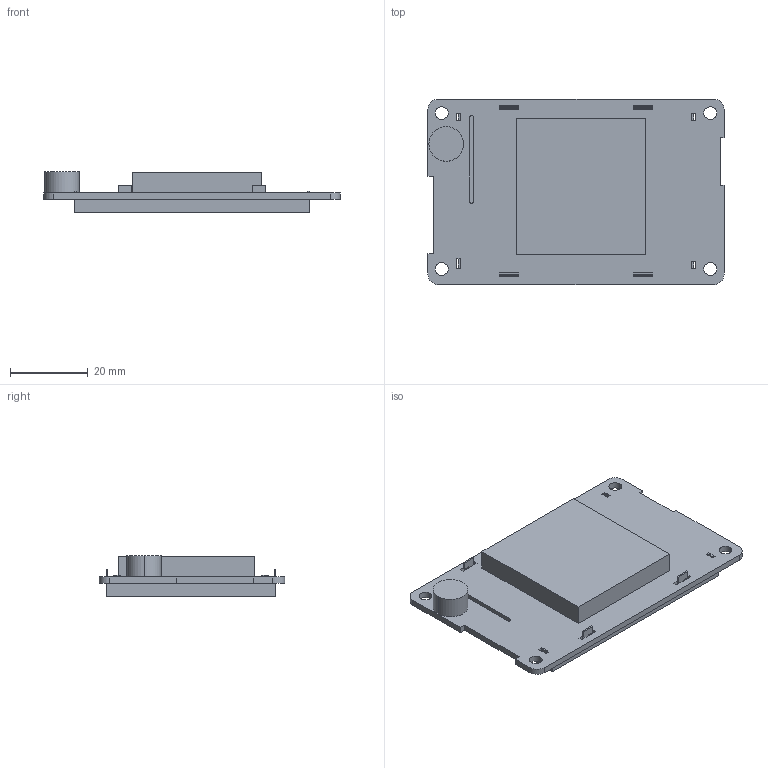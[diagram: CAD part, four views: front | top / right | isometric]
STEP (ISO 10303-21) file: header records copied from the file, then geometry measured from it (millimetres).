
FILE_DESCRIPTION((''),'2;1');
FILE_NAME('DMG32240C024-03WN_WTR','2019-08-15T',('Administrator'),(''),'PRO/ENGINEER BY PARAMETRIC TECHNOLOGY CORPORATION, 2008380','PRO/ENGINEER BY PARAMETRIC TECHNOLOGY CORPORATION, 2008380','');
FILE_SCHEMA(('CONFIG_CONTROL_DESIGN'));
Length unit declared in the file: millimetre
Products named in the file (1): DMG32240C024-03WN_WTR
Bounding box: 76.2 x 47.75 x 10.5 mm (x, y, z)
Volume: 18428.3 mm3; surface area: 15657.8 mm2
Topology: 1 solids, 1 shells, 142 faces, 6654 edges, 10607 vertices
Faces by surface type: plane 126, cylinder 16
Entity records: 38118 total; most frequent: DIRECTION 9096, CARTESIAN_POINT 7081, TRIMMED_CURVE 6212, VECTOR 4498, LINE 4498, AXIS2_PLACEMENT_3D 2299, CIRCLE 2156, ORIENTED_EDGE 884
